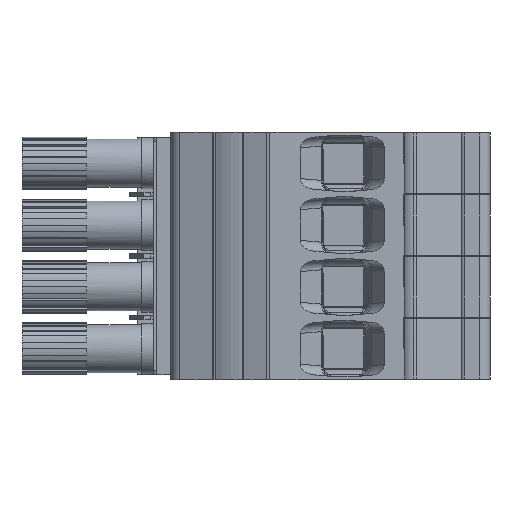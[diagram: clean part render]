
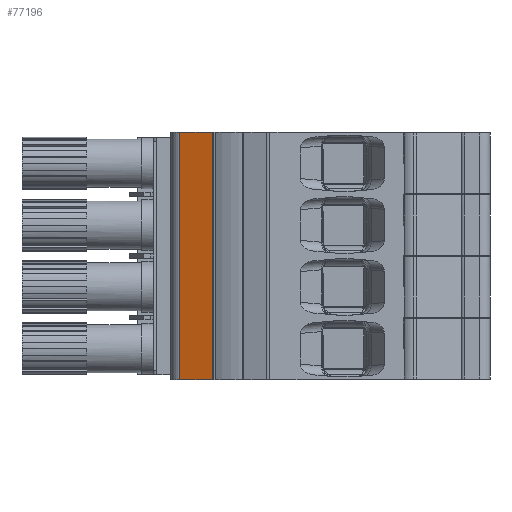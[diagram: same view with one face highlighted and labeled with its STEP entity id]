
A CAD part, left-side view. The second image highlights one B-rep face of the part: STEP entity #77196.
In plain terms, the highlighted planar face has unit normal (0.94, -0.342, 0).
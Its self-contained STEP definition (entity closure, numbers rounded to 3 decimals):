
#64 = DIRECTION ( 'NONE',  ( -0.94, 0.342, 0. ) ) ;
#79 = CARTESIAN_POINT ( 'NONE',  ( 444.404, 142.224, -73.86 ) ) ;
#81 = FACE_OUTER_BOUND ( 'NONE', #89670, .T. ) ;
#105 = DIRECTION ( 'NONE',  ( -0.342, -0.94, 0. ) ) ;
#108 = PLANE ( 'NONE',  #91831 ) ;
#15112 = ORIENTED_EDGE ( 'NONE', *, *, #56024, .F. ) ;
#15145 = ORIENTED_EDGE ( 'NONE', *, *, #55951, .F. ) ;
#15172 = ORIENTED_EDGE ( 'NONE', *, *, #55985, .F. ) ;
#15210 = ORIENTED_EDGE ( 'NONE', *, *, #56034, .F. ) ;
#16744 = CARTESIAN_POINT ( 'NONE',  ( 442.689, 137.512, -0.1 ) ) ;
#16770 = CARTESIAN_POINT ( 'NONE',  ( 444.404, 142.224, -0.1 ) ) ;
#16907 = CARTESIAN_POINT ( 'NONE',  ( 444.404, 142.224, 35.9 ) ) ;
#16910 = CARTESIAN_POINT ( 'NONE',  ( 442.689, 137.512, 35.9 ) ) ;
#36549 = VECTOR ( 'NONE', #39478, 1000. ) ;
#36731 = VECTOR ( 'NONE', #39582, 1000. ) ;
#36806 = VECTOR ( 'NONE', #39707, 1000. ) ;
#36840 = VECTOR ( 'NONE', #39704, 1000. ) ;
#39461 = LINE ( 'NONE', #39477, #36549 ) ;
#39477 = CARTESIAN_POINT ( 'NONE',  ( 444.404, 142.224, -0.1 ) ) ;
#39478 = DIRECTION ( 'NONE',  ( -0.342, -0.94, 0. ) ) ;
#39572 = CARTESIAN_POINT ( 'NONE',  ( 444.404, 142.224, 35.9 ) ) ;
#39582 = DIRECTION ( 'NONE',  ( 0.342, 0.94, 0. ) ) ;
#39592 = LINE ( 'NONE', #39572, #36731 ) ;
#39704 = DIRECTION ( 'NONE',  ( 0., 0., -1. ) ) ;
#39707 = DIRECTION ( 'NONE',  ( 0., 0., 1. ) ) ;
#39709 = LINE ( 'NONE', #39744, #36840 ) ;
#39715 = LINE ( 'NONE', #39720, #36806 ) ;
#39720 = CARTESIAN_POINT ( 'NONE',  ( 442.689, 137.512, -73.86 ) ) ;
#39744 = CARTESIAN_POINT ( 'NONE',  ( 444.404, 142.224, -73.86 ) ) ;
#55951 = EDGE_CURVE ( 'NONE', #66597, #66615, #39461, .T. ) ;
#55985 = EDGE_CURVE ( 'NONE', #66689, #66684, #39592, .T. ) ;
#56024 = EDGE_CURVE ( 'NONE', #66684, #66597, #39709, .T. ) ;
#56034 = EDGE_CURVE ( 'NONE', #66615, #66689, #39715, .T. ) ;
#66597 = VERTEX_POINT ( 'NONE', #16770 ) ;
#66615 = VERTEX_POINT ( 'NONE', #16744 ) ;
#66684 = VERTEX_POINT ( 'NONE', #16907 ) ;
#66689 = VERTEX_POINT ( 'NONE', #16910 ) ;
#77196 = ADVANCED_FACE ( 'NONE', ( #81 ), #108, .F. ) ;
#89670 = EDGE_LOOP ( 'NONE', ( #15112, #15172, #15210, #15145 ) ) ;
#91831 = AXIS2_PLACEMENT_3D ( 'NONE', #79, #64, #105 ) ;
